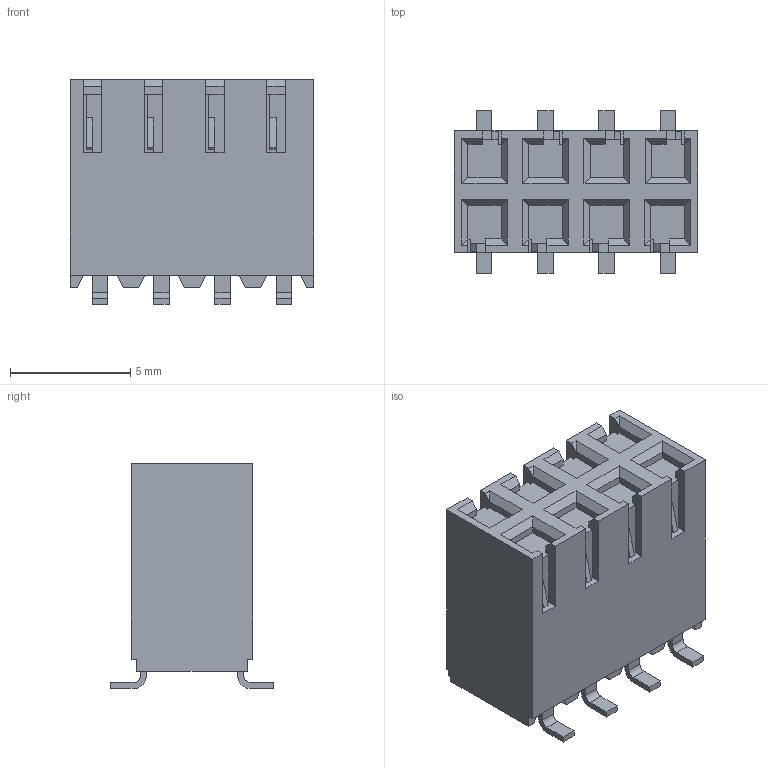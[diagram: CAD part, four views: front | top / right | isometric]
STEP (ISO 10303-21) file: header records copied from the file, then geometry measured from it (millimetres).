
FILE_DESCRIPTION((''),'2;1');
FILE_NAME('015453108','2016-12-06T',('ksrinivasara'),(''),'PRO/ENGINEER BY PARAMETRIC TECHNOLOGY CORPORATION, 2012310','PRO/ENGINEER BY PARAMETRIC TECHNOLOGY CORPORATION, 2012310','');
FILE_SCHEMA(('CONFIG_CONTROL_DESIGN'));
Length unit declared in the file: inch
Products named in the file (1): 015453108
Bounding box: 10.13 x 6.76 x 9.35 mm (x, y, z)
Volume: 408.3 mm3; surface area: 451.2 mm2
Topology: 1 solids, 1 shells, 269 faces, 760 edges, 504 vertices
Faces by surface type: plane 249, cylinder 16, bspline 4
Entity records: 8583 total; most frequent: CARTESIAN_POINT 1594, ORIENTED_EDGE 1456, DIRECTION 1324, VECTOR 728, LINE 728, EDGE_CURVE 728, VERTEX_POINT 472, AXIS2_PLACEMENT_3D 298
